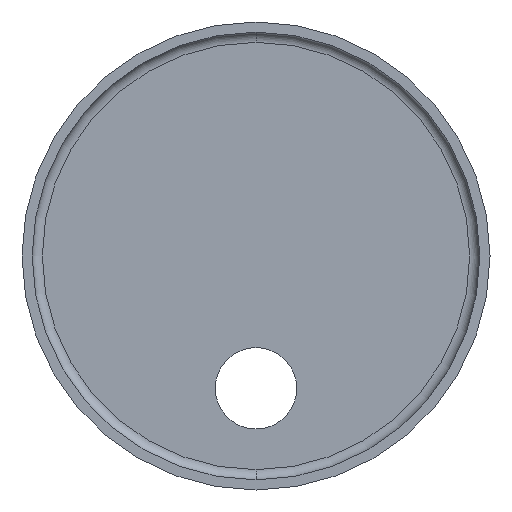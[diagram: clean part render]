
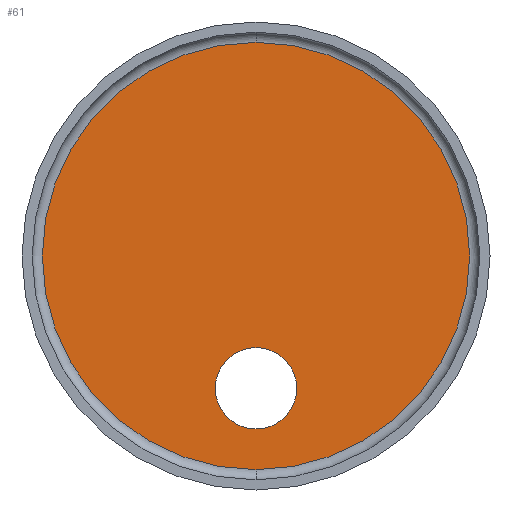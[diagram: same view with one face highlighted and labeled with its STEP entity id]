
A CAD part, front view. The second image highlights one B-rep face of the part: STEP entity #61.
In plain terms, the highlighted planar face has unit normal (0, -1, 0).
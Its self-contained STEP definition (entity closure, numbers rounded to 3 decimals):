
#3 = EDGE_CURVE ( 'NONE', #87, #180, #198, .T. ) ;
#4 = DIRECTION ( 'NONE',  ( 0., -1., 0. ) ) ;
#21 = DIRECTION ( 'NONE',  ( 0., 1., 0. ) ) ;
#49 = VERTEX_POINT ( 'NONE', #386 ) ;
#54 = CIRCLE ( 'NONE', #147, 21. ) ;
#61 = ADVANCED_FACE ( 'NONE', ( #213, #339 ), #236, .F. ) ;
#72 = CARTESIAN_POINT ( 'NONE',  ( 0., 8., -9. ) ) ;
#78 = CIRCLE ( 'NONE', #135, 21. ) ;
#87 = VERTEX_POINT ( 'NONE', #372 ) ;
#94 = DIRECTION ( 'NONE',  ( 0., 0., 1. ) ) ;
#99 = CARTESIAN_POINT ( 'NONE',  ( 0., 8., -13. ) ) ;
#101 = DIRECTION ( 'NONE',  ( 0., 0., 1. ) ) ;
#135 = AXIS2_PLACEMENT_3D ( 'NONE', #159, #215, #341 ) ;
#143 = CARTESIAN_POINT ( 'NONE',  ( 0., 8., -13. ) ) ;
#147 = AXIS2_PLACEMENT_3D ( 'NONE', #165, #4, #94 ) ;
#152 = DIRECTION ( 'NONE',  ( 0., 0., 1. ) ) ;
#159 = CARTESIAN_POINT ( 'NONE',  ( 0., 8., 0. ) ) ;
#161 = AXIS2_PLACEMENT_3D ( 'NONE', #298, #21, #152 ) ;
#165 = CARTESIAN_POINT ( 'NONE',  ( 0., 8., 0. ) ) ;
#167 = ORIENTED_EDGE ( 'NONE', *, *, #283, .T. ) ;
#180 = VERTEX_POINT ( 'NONE', #72 ) ;
#188 = CIRCLE ( 'NONE', #342, 4. ) ;
#198 = CIRCLE ( 'NONE', #389, 4. ) ;
#213 = FACE_OUTER_BOUND ( 'NONE', #288, .T. ) ;
#215 = DIRECTION ( 'NONE',  ( 0., -1., 0. ) ) ;
#216 = EDGE_CURVE ( 'NONE', #49, #356, #54, .T. ) ;
#218 = CARTESIAN_POINT ( 'NONE',  ( 0., 8., -21. ) ) ;
#236 = PLANE ( 'NONE',  #161 ) ;
#240 = DIRECTION ( 'NONE',  ( 0., 1., 0. ) ) ;
#245 = DIRECTION ( 'NONE',  ( 0., 0., 1. ) ) ;
#257 = ORIENTED_EDGE ( 'NONE', *, *, #216, .T. ) ;
#283 = EDGE_CURVE ( 'NONE', #356, #49, #78, .T. ) ;
#284 = ORIENTED_EDGE ( 'NONE', *, *, #350, .T. ) ;
#288 = EDGE_LOOP ( 'NONE', ( #257, #167 ) ) ;
#291 = EDGE_LOOP ( 'NONE', ( #284, #395 ) ) ;
#298 = CARTESIAN_POINT ( 'NONE',  ( 0., 8., 0. ) ) ;
#304 = DIRECTION ( 'NONE',  ( 0., 1., 0. ) ) ;
#339 = FACE_BOUND ( 'NONE', #291, .T. ) ;
#341 = DIRECTION ( 'NONE',  ( 0., 0., 1. ) ) ;
#342 = AXIS2_PLACEMENT_3D ( 'NONE', #99, #304, #101 ) ;
#350 = EDGE_CURVE ( 'NONE', #180, #87, #188, .T. ) ;
#356 = VERTEX_POINT ( 'NONE', #218 ) ;
#372 = CARTESIAN_POINT ( 'NONE',  ( 0., 8., -17. ) ) ;
#386 = CARTESIAN_POINT ( 'NONE',  ( 0., 8., 21. ) ) ;
#389 = AXIS2_PLACEMENT_3D ( 'NONE', #143, #240, #245 ) ;
#395 = ORIENTED_EDGE ( 'NONE', *, *, #3, .T. ) ;
